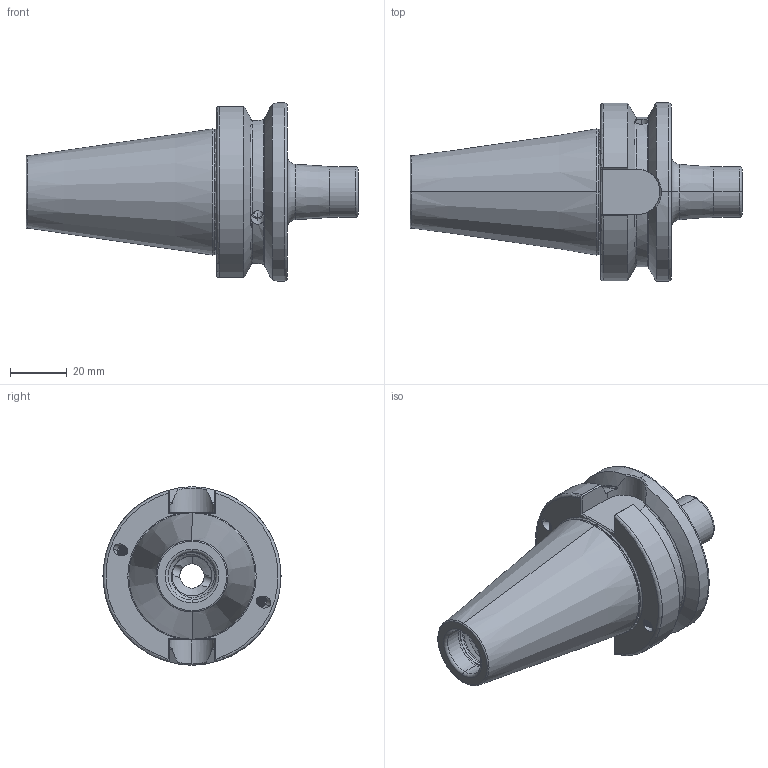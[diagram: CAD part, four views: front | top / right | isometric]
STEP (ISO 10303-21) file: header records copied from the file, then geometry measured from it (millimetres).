
FILE_DESCRIPTION (( 'STEP AP203' ), '1' );
FILE_NAME ('406.06.10.STEP', '2016-08-01T03:27:17', ( '' ), ( '' ), 'SwSTEP 2.0', 'SolidWorks 2012', '' );
FILE_SCHEMA (( 'CONFIG_CONTROL_DESIGN' ));
Length unit declared in the file: millimetre
Products named in the file (1): 406.06.10
Bounding box: 117.4 x 63 x 63 mm (x, y, z)
Volume: 123671.6 mm3; surface area: 26453.1 mm2
Topology: 1 solids, 1 shells, 217 faces, 577 edges, 363 vertices
Faces by surface type: cylinder 110, plane 37, torus 36, cone 18, bspline 16
Entity records: 14270 total; most frequent: CARTESIAN_POINT 9403, ORIENTED_EDGE 1154, DIRECTION 868, EDGE_CURVE 577, VERTEX_POINT 363, AXIS2_PLACEMENT_3D 349, EDGE_LOOP 228, FACE_OUTER_BOUND 217
